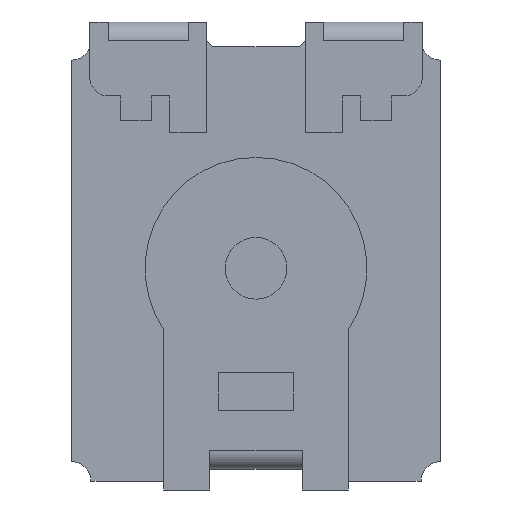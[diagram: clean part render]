
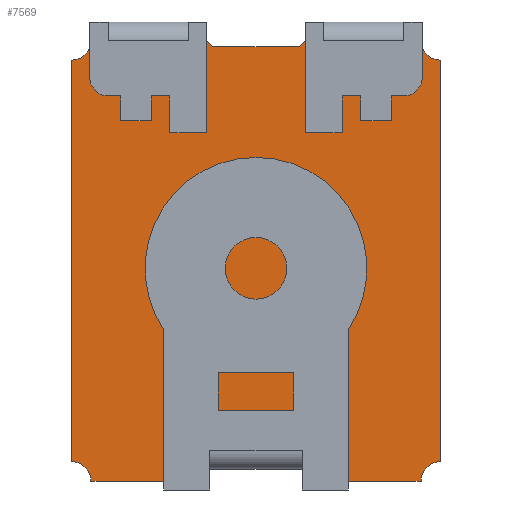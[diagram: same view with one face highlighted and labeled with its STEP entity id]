
A CAD part, front view. The second image highlights one B-rep face of the part: STEP entity #7569.
In plain terms, the highlighted planar face has unit normal (0, -1, 0).
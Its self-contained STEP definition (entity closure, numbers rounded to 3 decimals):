
#64 = EDGE_CURVE ( 'NONE', #7892, #4235, #7175, .T. ) ;
#65 = DIRECTION ( 'NONE',  ( 0., 0., -1. ) ) ;
#263 = CARTESIAN_POINT ( 'NONE',  ( 0.375, 0., -1.58 ) ) ;
#294 = CARTESIAN_POINT ( 'NONE',  ( 1.34, 0., 1.75 ) ) ;
#298 = AXIS2_PLACEMENT_3D ( 'NONE', #4007, #743, #2683 ) ;
#404 = DIRECTION ( 'NONE',  ( -1., 0., 0. ) ) ;
#417 = EDGE_CURVE ( 'NONE', #4235, #3306, #2122, .T. ) ;
#451 = CARTESIAN_POINT ( 'NONE',  ( -0.375, 0., -1.83 ) ) ;
#534 = VECTOR ( 'NONE', #5449, 1000. ) ;
#541 = VERTEX_POINT ( 'NONE', #4868 ) ;
#556 = CARTESIAN_POINT ( 'NONE',  ( -1.34, 0., 1.75 ) ) ;
#638 = EDGE_CURVE ( 'NONE', #3528, #2991, #6473, .T. ) ;
#658 = DIRECTION ( 'NONE',  ( 0., -1., 0. ) ) ;
#673 = ORIENTED_EDGE ( 'NONE', *, *, #4891, .F. ) ;
#736 = VECTOR ( 'NONE', #1358, 1000. ) ;
#743 = DIRECTION ( 'NONE',  ( 0., -1., 0. ) ) ;
#744 = DIRECTION ( 'NONE',  ( 0., 0., -1. ) ) ;
#822 = DIRECTION ( 'NONE',  ( 0., 0., 1. ) ) ;
#897 = VERTEX_POINT ( 'NONE', #2701 ) ;
#931 = CARTESIAN_POINT ( 'NONE',  ( 1.5, 0., 1.59 ) ) ;
#933 = EDGE_CURVE ( 'NONE', #6369, #7809, #1309, .T. ) ;
#1133 = CARTESIAN_POINT ( 'NONE',  ( 1.5, 0., -1.83 ) ) ;
#1233 = CARTESIAN_POINT ( 'NONE',  ( -0.375, 0., -1.58 ) ) ;
#1276 = CARTESIAN_POINT ( 'NONE',  ( -1.5, 0., 1.59 ) ) ;
#1296 = VERTEX_POINT ( 'NONE', #7844 ) ;
#1302 = VERTEX_POINT ( 'NONE', #7191 ) ;
#1309 = LINE ( 'NONE', #3580, #534 ) ;
#1358 = DIRECTION ( 'NONE',  ( 1., 0., 0. ) ) ;
#1444 = VERTEX_POINT ( 'NONE', #294 ) ;
#1455 = VERTEX_POINT ( 'NONE', #2078 ) ;
#1507 = CARTESIAN_POINT ( 'NONE',  ( -0.4, 0., 1.75 ) ) ;
#1523 = VECTOR ( 'NONE', #5516, 1000. ) ;
#1606 = ORIENTED_EDGE ( 'NONE', *, *, #6887, .F. ) ;
#1616 = LINE ( 'NONE', #4206, #1523 ) ;
#1630 = VECTOR ( 'NONE', #4978, 1000. ) ;
#1659 = CARTESIAN_POINT ( 'NONE',  ( -0.4, 0., 1.75 ) ) ;
#1701 = EDGE_CURVE ( 'NONE', #1296, #1302, #7459, .T. ) ;
#1817 = DIRECTION ( 'NONE',  ( 0., -1., 0. ) ) ;
#1902 = ORIENTED_EDGE ( 'NONE', *, *, #5380, .F. ) ;
#1958 = AXIS2_PLACEMENT_3D ( 'NONE', #5806, #6546, #65 ) ;
#2025 = LINE ( 'NONE', #2357, #1630 ) ;
#2030 = ORIENTED_EDGE ( 'NONE', *, *, #1701, .F. ) ;
#2078 = CARTESIAN_POINT ( 'NONE',  ( 1.34, 0., -1.83 ) ) ;
#2122 = LINE ( 'NONE', #1507, #2429 ) ;
#2248 = EDGE_LOOP ( 'NONE', ( #3859, #2030, #6547, #7075, #6100, #2299, #1606, #6524, #2401, #673, #3726, #5433, #1902, #2689, #6633, #3155 ) ) ;
#2299 = ORIENTED_EDGE ( 'NONE', *, *, #6448, .F. ) ;
#2357 = CARTESIAN_POINT ( 'NONE',  ( 0.4, 0., 1.75 ) ) ;
#2401 = ORIENTED_EDGE ( 'NONE', *, *, #4238, .F. ) ;
#2428 = VECTOR ( 'NONE', #744, 1000. ) ;
#2429 = VECTOR ( 'NONE', #4808, 1000. ) ;
#2488 = DIRECTION ( 'NONE',  ( 1., 0., 0. ) ) ;
#2534 = DIRECTION ( 'NONE',  ( 0., 0., 1. ) ) ;
#2587 = PLANE ( 'NONE',  #1958 ) ;
#2683 = DIRECTION ( 'NONE',  ( 0., 0., -1. ) ) ;
#2689 = ORIENTED_EDGE ( 'NONE', *, *, #638, .F. ) ;
#2701 = CARTESIAN_POINT ( 'NONE',  ( 0.375, 0., -1.83 ) ) ;
#2819 = CIRCLE ( 'NONE', #6242, 0.16 ) ;
#2991 = VERTEX_POINT ( 'NONE', #1276 ) ;
#3155 = ORIENTED_EDGE ( 'NONE', *, *, #933, .F. ) ;
#3207 = AXIS2_PLACEMENT_3D ( 'NONE', #1133, #5640, #2534 ) ;
#3306 = VERTEX_POINT ( 'NONE', #6951 ) ;
#3337 = CARTESIAN_POINT ( 'NONE',  ( -1.5, 0., -1.67 ) ) ;
#3528 = VERTEX_POINT ( 'NONE', #3337 ) ;
#3580 = CARTESIAN_POINT ( 'NONE',  ( -0.375, 0., -1.83 ) ) ;
#3676 = CARTESIAN_POINT ( 'NONE',  ( 0.375, 0., -1.83 ) ) ;
#3726 = ORIENTED_EDGE ( 'NONE', *, *, #417, .F. ) ;
#3804 = DIRECTION ( 'NONE',  ( 0., 0., 1. ) ) ;
#3859 = ORIENTED_EDGE ( 'NONE', *, *, #6803, .F. ) ;
#3892 = CARTESIAN_POINT ( 'NONE',  ( 1.5, 0., 1.75 ) ) ;
#4007 = CARTESIAN_POINT ( 'NONE',  ( -1.5, 0., -1.83 ) ) ;
#4206 = CARTESIAN_POINT ( 'NONE',  ( 1.34, 0., 1.75 ) ) ;
#4235 = VERTEX_POINT ( 'NONE', #1659 ) ;
#4238 = EDGE_CURVE ( 'NONE', #541, #4992, #2025, .T. ) ;
#4274 = LINE ( 'NONE', #263, #7205 ) ;
#4471 = CARTESIAN_POINT ( 'NONE',  ( -1.5, 0., 1.75 ) ) ;
#4564 = CARTESIAN_POINT ( 'NONE',  ( -0.35, 0., 1.7 ) ) ;
#4641 = LINE ( 'NONE', #7148, #2428 ) ;
#4749 = VECTOR ( 'NONE', #3804, 1000. ) ;
#4808 = DIRECTION ( 'NONE',  ( 0.707, 0., -0.707 ) ) ;
#4868 = CARTESIAN_POINT ( 'NONE',  ( 0.35, 0., 1.7 ) ) ;
#4891 = EDGE_CURVE ( 'NONE', #3306, #541, #7585, .T. ) ;
#4911 = CARTESIAN_POINT ( 'NONE',  ( -1.34, 0., 1.75 ) ) ;
#4916 = VERTEX_POINT ( 'NONE', #931 ) ;
#4978 = DIRECTION ( 'NONE',  ( 0.707, 0., 0.707 ) ) ;
#4992 = VERTEX_POINT ( 'NONE', #7621 ) ;
#5125 = EDGE_CURVE ( 'NONE', #7809, #3528, #5460, .T. ) ;
#5150 = DIRECTION ( 'NONE',  ( 0., 0., 1. ) ) ;
#5335 = CARTESIAN_POINT ( 'NONE',  ( 0.375, 0., -1.58 ) ) ;
#5380 = EDGE_CURVE ( 'NONE', #2991, #7892, #7575, .T. ) ;
#5433 = ORIENTED_EDGE ( 'NONE', *, *, #64, .F. ) ;
#5449 = DIRECTION ( 'NONE',  ( -1., 0., 0. ) ) ;
#5460 = CIRCLE ( 'NONE', #298, 0.16 ) ;
#5516 = DIRECTION ( 'NONE',  ( 1., 0., 0. ) ) ;
#5640 = DIRECTION ( 'NONE',  ( 0., -1., 0. ) ) ;
#5661 = CIRCLE ( 'NONE', #3207, 0.16 ) ;
#5713 = FACE_OUTER_BOUND ( 'NONE', #2248, .T. ) ;
#5755 = VECTOR ( 'NONE', #5989, 1000. ) ;
#5806 = CARTESIAN_POINT ( 'NONE',  ( -1.5, 0., -1.83 ) ) ;
#5860 = LINE ( 'NONE', #1233, #7566 ) ;
#5922 = EDGE_CURVE ( 'NONE', #897, #1296, #4274, .T. ) ;
#5989 = DIRECTION ( 'NONE',  ( -1., 0., 0. ) ) ;
#6070 = VECTOR ( 'NONE', #2488, 1000. ) ;
#6096 = CARTESIAN_POINT ( 'NONE',  ( 1.5, 0., -1.67 ) ) ;
#6100 = ORIENTED_EDGE ( 'NONE', *, *, #6832, .F. ) ;
#6126 = AXIS2_PLACEMENT_3D ( 'NONE', #4471, #1817, #6387 ) ;
#6242 = AXIS2_PLACEMENT_3D ( 'NONE', #3892, #658, #5150 ) ;
#6369 = VERTEX_POINT ( 'NONE', #451 ) ;
#6387 = DIRECTION ( 'NONE',  ( 0., 0., -1. ) ) ;
#6421 = VERTEX_POINT ( 'NONE', #6096 ) ;
#6448 = EDGE_CURVE ( 'NONE', #4916, #6421, #4641, .T. ) ;
#6473 = LINE ( 'NONE', #8271, #4749 ) ;
#6524 = ORIENTED_EDGE ( 'NONE', *, *, #7213, .F. ) ;
#6546 = DIRECTION ( 'NONE',  ( 0., -1., 0. ) ) ;
#6547 = ORIENTED_EDGE ( 'NONE', *, *, #5922, .F. ) ;
#6565 = VECTOR ( 'NONE', #404, 1000. ) ;
#6633 = ORIENTED_EDGE ( 'NONE', *, *, #5125, .F. ) ;
#6697 = CARTESIAN_POINT ( 'NONE',  ( -1.34, 0., -1.83 ) ) ;
#6803 = EDGE_CURVE ( 'NONE', #1302, #6369, #5860, .T. ) ;
#6832 = EDGE_CURVE ( 'NONE', #6421, #1455, #5661, .T. ) ;
#6887 = EDGE_CURVE ( 'NONE', #1444, #4916, #2819, .T. ) ;
#6951 = CARTESIAN_POINT ( 'NONE',  ( -0.35, 0., 1.7 ) ) ;
#6994 = DIRECTION ( 'NONE',  ( 0., 0., -1. ) ) ;
#7075 = ORIENTED_EDGE ( 'NONE', *, *, #7246, .F. ) ;
#7148 = CARTESIAN_POINT ( 'NONE',  ( 1.5, 0., -1.67 ) ) ;
#7175 = LINE ( 'NONE', #556, #6070 ) ;
#7191 = CARTESIAN_POINT ( 'NONE',  ( -0.375, 0., -1.58 ) ) ;
#7205 = VECTOR ( 'NONE', #822, 1000. ) ;
#7213 = EDGE_CURVE ( 'NONE', #4992, #1444, #1616, .T. ) ;
#7246 = EDGE_CURVE ( 'NONE', #1455, #897, #7852, .T. ) ;
#7459 = LINE ( 'NONE', #5335, #5755 ) ;
#7566 = VECTOR ( 'NONE', #6994, 1000. ) ;
#7569 = ADVANCED_FACE ( 'NONE', ( #5713 ), #2587, .T. ) ;
#7575 = CIRCLE ( 'NONE', #6126, 0.16 ) ;
#7585 = LINE ( 'NONE', #4564, #736 ) ;
#7621 = CARTESIAN_POINT ( 'NONE',  ( 0.4, 0., 1.75 ) ) ;
#7809 = VERTEX_POINT ( 'NONE', #6697 ) ;
#7844 = CARTESIAN_POINT ( 'NONE',  ( 0.375, 0., -1.58 ) ) ;
#7852 = LINE ( 'NONE', #3676, #6565 ) ;
#7892 = VERTEX_POINT ( 'NONE', #4911 ) ;
#8271 = CARTESIAN_POINT ( 'NONE',  ( -1.5, 0., -1.67 ) ) ;
